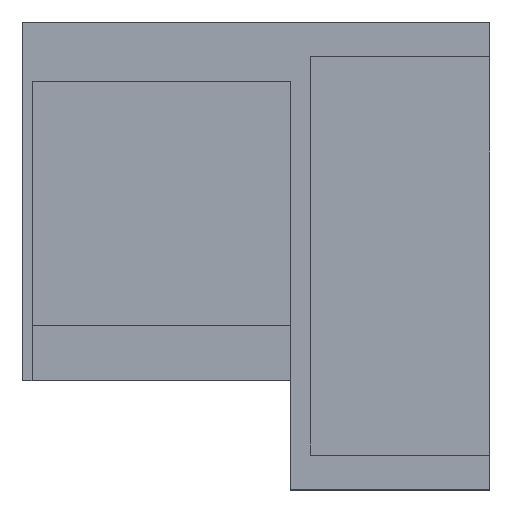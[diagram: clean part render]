
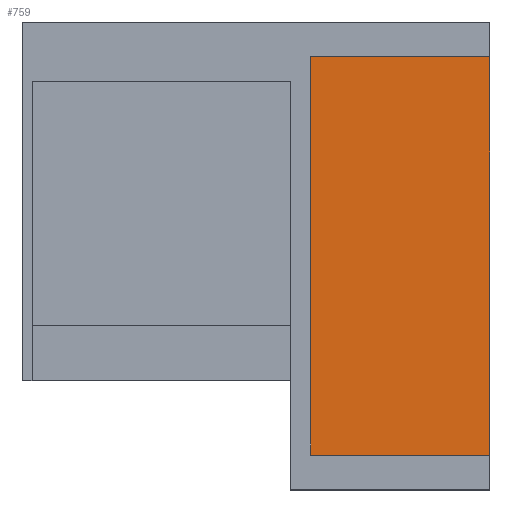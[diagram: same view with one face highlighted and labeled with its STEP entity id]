
A CAD part, top view. The second image highlights one B-rep face of the part: STEP entity #759.
In plain terms, the highlighted planar face has unit normal (0, 0, 1).
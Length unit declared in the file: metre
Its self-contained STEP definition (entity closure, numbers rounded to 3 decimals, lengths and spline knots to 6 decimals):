
#139=ORIENTED_EDGE('',*,*,#308,.F.);
#140=ORIENTED_EDGE('',*,*,#309,.F.);
#141=ORIENTED_EDGE('',*,*,#310,.T.);
#142=ORIENTED_EDGE('',*,*,#307,.T.);
#307=EDGE_CURVE('',#387,#389,#484,.T.);
#308=EDGE_CURVE('',#390,#389,#485,.T.);
#309=EDGE_CURVE('',#391,#390,#486,.T.);
#310=EDGE_CURVE('',#391,#387,#487,.T.);
#387=VERTEX_POINT('',#1171);
#389=VERTEX_POINT('',#1175);
#390=VERTEX_POINT('',#1179);
#391=VERTEX_POINT('',#1181);
#484=LINE('',#1176,#591);
#485=LINE('',#1178,#592);
#486=LINE('',#1180,#593);
#487=LINE('',#1182,#594);
#591=VECTOR('',#958,1.);
#592=VECTOR('',#961,1.);
#593=VECTOR('',#962,1.);
#594=VECTOR('',#963,1.);
#642=EDGE_LOOP('',(#139,#140,#141,#142));
#681=FACE_BOUND('',#642,.T.);
#720=PLANE('',#811);
#759=ADVANCED_FACE('',(#681),#720,.T.);
#811=AXIS2_PLACEMENT_3D('',#1177,#959,#960);
#958=DIRECTION('',(-1.,0.,0.));
#959=DIRECTION('',(0.,0.,1.));
#960=DIRECTION('',(1.,0.,0.));
#961=DIRECTION('',(0.,1.,0.));
#962=DIRECTION('',(-1.,0.,0.));
#963=DIRECTION('',(0.,1.,0.));
#1171=CARTESIAN_POINT('',(0.009,0.02,-0.004));
#1175=CARTESIAN_POINT('',(-0.009,0.02,-0.004));
#1176=CARTESIAN_POINT('',(0.009,0.02,-0.004));
#1177=CARTESIAN_POINT('',(0.009,0.,-0.004));
#1178=CARTESIAN_POINT('',(-0.009,0.,-0.004));
#1179=CARTESIAN_POINT('',(-0.009,-0.02,-0.004));
#1180=CARTESIAN_POINT('',(0.009,-0.02,-0.004));
#1181=CARTESIAN_POINT('',(0.009,-0.02,-0.004));
#1182=CARTESIAN_POINT('',(0.009,0.,-0.004));
